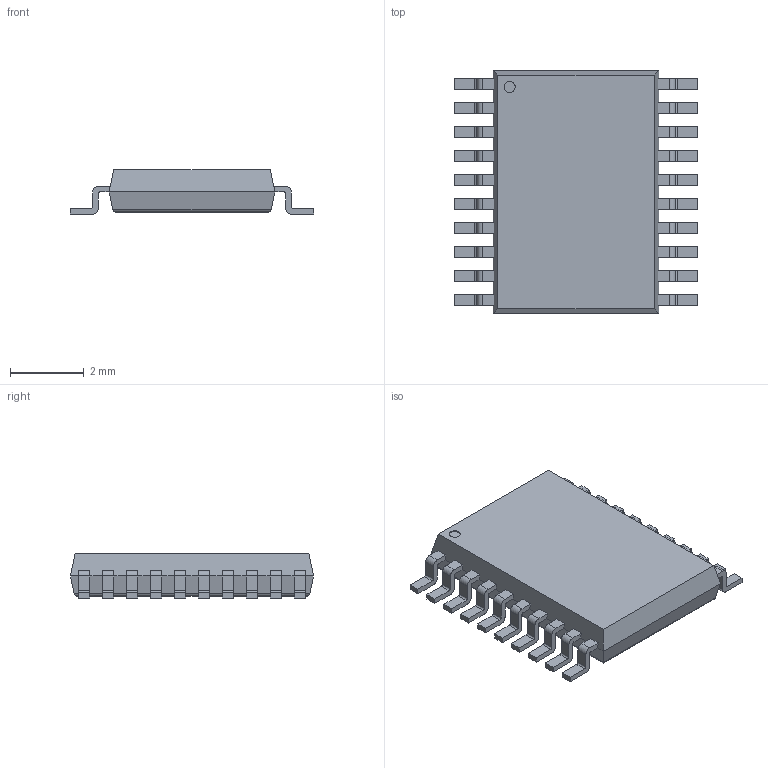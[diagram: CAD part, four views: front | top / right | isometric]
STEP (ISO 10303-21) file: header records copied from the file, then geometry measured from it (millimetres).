
FILE_DESCRIPTION(('FreeCAD Model'),'2;1');
FILE_NAME('SOP65P640X120-20N_TI_PW-20_Blk_BLNK_IPC_LPW_TRT1.step', '2013-06-09T20:38:41',('FreeCAD'),('FreeCAD'), 'Open CASCADE STEP processor 6.3','FreeCAD','Unknown');
FILE_SCHEMA(('AUTOMOTIVE_DESIGN_CC2 { 1 2 10303 214 -1 1 5 4 }'));
Length unit declared in the file: millimetre
Products named in the file (1): SOP65P640X120_20N_TI_PW_20_Blk_BLNK_IPC_LPW_TRT1
Bounding box: 6.6 x 6.6 x 1.2 mm (x, y, z)
Volume: 34 mm3; surface area: 107.7 mm2
Topology: 1 solids, 1 shells, 277 faces, 773 edges, 499 vertices
Faces by surface type: plane 192, cylinder 85
Full cylindrical faces by diameter (mm): 0.3 x1
Entity records: 20946 total; most frequent: CARTESIAN_POINT 3966, DIRECTION 2728, LINE 1775, VECTOR 1775, ORIENTED_EDGE 1546, PCURVE 1546, DEFINITIONAL_REPRESENTATION 1546, EDGE_CURVE 773
